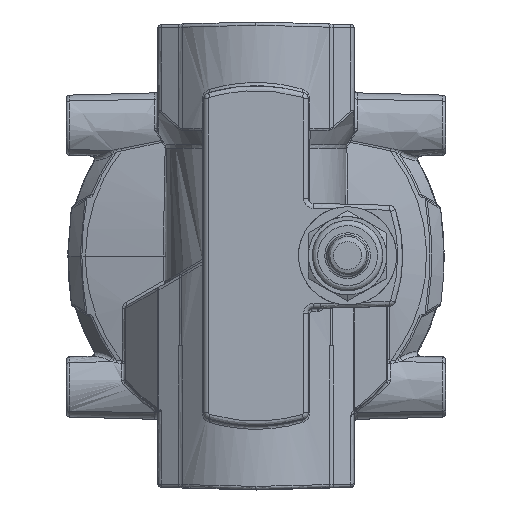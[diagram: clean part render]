
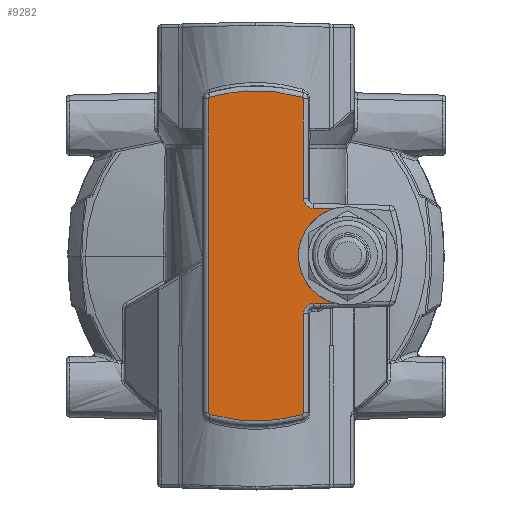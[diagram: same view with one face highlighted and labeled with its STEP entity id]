
A CAD part, top view. The second image highlights one B-rep face of the part: STEP entity #9282.
In plain terms, the highlighted free-form (B-spline) face has degree [1, 1] with [2, 2] control points.
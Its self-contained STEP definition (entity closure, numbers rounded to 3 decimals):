
#9096=CARTESIAN_POINT('F646',(-17.692,
   -57.32,96.5));
#9097=CARTESIAN_POINT('F646',(47.204,-57.32,
   96.5));
#9098=CARTESIAN_POINT('F646',(-17.692,57.28,
   96.5));
#9099=CARTESIAN_POINT('F646',(47.204,57.28,
   96.5));
#9100=B_SPLINE_SURFACE_WITH_KNOTS('F646',1,1,((#9096,#9098),(
   #9097,#9099)),.PLANE_SURF.,.F.,.F.,.U.,(2,2),(2,2),(0.0,1.0),(
   0.0,1.766),.UNSPECIFIED.);
#9101=CARTESIAN_POINT('V895',(23.89,-14.426,
   96.5));
#9102=VERTEX_POINT('V895',#9101);
#9103=CARTESIAN_POINT('V896',(23.764,14.389,
   96.5));
#9104=VERTEX_POINT('V896',#9103);
#9105=CARTESIAN_POINT('E1554',(23.89,
   -14.426,96.5));
#9106=CARTESIAN_POINT('E1554',(20.334,
   -13.413,96.5));
#9107=CARTESIAN_POINT('E1554',(17.656,
   -10.863,96.5));
#9108=CARTESIAN_POINT('E1554',(-1.159,7.052,
   96.5));
#9109=CARTESIAN_POINT('E1554',(23.764,14.389,
   96.5));
#9117=(BOUNDED_CURVE()B_SPLINE_CURVE(2,(#9105,#9106,#9107,#9108,
   #9109),.CIRCULAR_ARC.,.F.,.U.)B_SPLINE_CURVE_WITH_KNOTS((3,2,3),
   (0.0,0.083,0.416),.UNSPECIFIED.)CURVE()
   GEOMETRIC_REPRESENTATION_ITEM()RATIONAL_B_SPLINE_CURVE((
   0.813,0.875,1.0,0.5,1.0))
   REPRESENTATION_ITEM('E1554'));
#9118=EDGE_CURVE('E1554',#9102,#9104,#9117,.T.);
#9119=ORIENTED_EDGE('E1554',*,*,#9118,.T.);
#9120=CARTESIAN_POINT('V462',(17.43,14.555,
   96.5));
#9121=VERTEX_POINT('V462',#9120);
#9122=CARTESIAN_POINT('E1553',(23.764,14.389,
   96.5));
#9123=CARTESIAN_POINT('E1553',(17.43,14.555,
   96.5));
#9124=B_SPLINE_CURVE_WITH_KNOTS('E1553',1,(#9122,#9123),
   .POLYLINE_FORM.,.F.,.U.,(2,2),(9.192,
   11.881),.UNSPECIFIED.);
#9125=EDGE_CURVE('E1553',#9104,#9121,#9124,.T.);
#9126=ORIENTED_EDGE('E1553',*,*,#9125,.T.);
#9127=CARTESIAN_POINT('V460',(14.508,17.554,
   96.5));
#9128=VERTEX_POINT('V460',#9127);
#9129=CARTESIAN_POINT('E643',(17.43,14.555,
   96.5));
#9130=CARTESIAN_POINT('E643',(14.508,14.632,
   96.5));
#9131=CARTESIAN_POINT('E643',(14.508,17.554,
   96.5));
#9139=(BOUNDED_CURVE()B_SPLINE_CURVE(2,(#9129,#9130,#9131),
   .CIRCULAR_ARC.,.F.,.U.)B_SPLINE_CURVE_WITH_KNOTS((3,3),(2.0,
   3.967),.UNSPECIFIED.)CURVE()
   GEOMETRIC_REPRESENTATION_ITEM()RATIONAL_B_SPLINE_CURVE((1.0,
   0.716,1.0))REPRESENTATION_ITEM('E643'));
#9140=EDGE_CURVE('E643',#9121,#9128,#9139,.T.);
#9141=ORIENTED_EDGE('E643',*,*,#9140,.T.);
#9142=CARTESIAN_POINT('V464',(14.508,47.98,
   96.5));
#9143=VERTEX_POINT('V464',#9142);
#9144=CARTESIAN_POINT('E647',(14.508,17.554,
   96.5));
#9145=CARTESIAN_POINT('E647',(14.508,47.98,
   96.5));
#9146=B_SPLINE_CURVE_WITH_KNOTS('E647',1,(#9144,#9145),
   .POLYLINE_FORM.,.F.,.U.,(2,2),(2.0,14.913),
   .UNSPECIFIED.);
#9147=EDGE_CURVE('E647',#9128,#9143,#9146,.T.);
#9148=ORIENTED_EDGE('E647',*,*,#9147,.T.);
#9149=CARTESIAN_POINT('V466',(14.148,48.46,
   96.5));
#9150=VERTEX_POINT('V466',#9149);
#9151=CARTESIAN_POINT('E650',(14.508,47.98,
   96.5));
#9152=CARTESIAN_POINT('E650',(14.508,48.355,
   96.5));
#9153=CARTESIAN_POINT('E650',(14.148,48.46,
   96.5));
#9161=(BOUNDED_CURVE()B_SPLINE_CURVE(2,(#9151,#9152,#9153),
   .CIRCULAR_ARC.,.F.,.U.)B_SPLINE_CURVE_WITH_KNOTS((3,3),(2.0,
   3.0),.UNSPECIFIED.)CURVE()GEOMETRIC_REPRESENTATION_ITEM()
   RATIONAL_B_SPLINE_CURVE((1.0,0.8,1.0))
   REPRESENTATION_ITEM('E650'));
#9162=EDGE_CURVE('E650',#9143,#9150,#9161,.T.);
#9163=ORIENTED_EDGE('E650',*,*,#9162,.T.);
#9164=CARTESIAN_POINT('V468',(-14.132,48.46,
   96.5));
#9165=VERTEX_POINT('V468',#9164);
#9166=CARTESIAN_POINT('E653',(14.148,48.46,
   96.5));
#9167=CARTESIAN_POINT('E653',(0.008,52.584,
   96.5));
#9168=CARTESIAN_POINT('E653',(-14.132,48.46,
   96.5));
#9176=(BOUNDED_CURVE()B_SPLINE_CURVE(2,(#9166,#9167,#9168),
   .CIRCULAR_ARC.,.F.,.U.)B_SPLINE_CURVE_WITH_KNOTS((3,3),(2.0,
   14.165),.UNSPECIFIED.)CURVE()
   GEOMETRIC_REPRESENTATION_ITEM()RATIONAL_B_SPLINE_CURVE((1.0,
   0.96,1.0))REPRESENTATION_ITEM('E653'));
#9177=EDGE_CURVE('E653',#9150,#9165,#9176,.T.);
#9178=ORIENTED_EDGE('E653',*,*,#9177,.T.);
#9179=CARTESIAN_POINT('V470',(-14.492,47.98,
   96.5));
#9180=VERTEX_POINT('V470',#9179);
#9181=CARTESIAN_POINT('E656',(-14.132,48.46,
   96.5));
#9182=CARTESIAN_POINT('E656',(-14.492,48.355,
   96.5));
#9183=CARTESIAN_POINT('E656',(-14.492,47.98,
   96.5));
#9191=(BOUNDED_CURVE()B_SPLINE_CURVE(2,(#9181,#9182,#9183),
   .CIRCULAR_ARC.,.F.,.U.)B_SPLINE_CURVE_WITH_KNOTS((3,3),(2.0,
   3.0),.UNSPECIFIED.)CURVE()GEOMETRIC_REPRESENTATION_ITEM()
   RATIONAL_B_SPLINE_CURVE((1.0,0.8,1.0))
   REPRESENTATION_ITEM('E656'));
#9192=EDGE_CURVE('E656',#9165,#9180,#9191,.T.);
#9193=ORIENTED_EDGE('E656',*,*,#9192,.T.);
#9194=CARTESIAN_POINT('V472',(-14.492,
   -48.02,96.5));
#9195=VERTEX_POINT('V472',#9194);
#9196=CARTESIAN_POINT('E659',(-14.492,47.98,
   96.5));
#9197=CARTESIAN_POINT('E659',(-14.492,
   -48.02,96.5));
#9198=B_SPLINE_CURVE_WITH_KNOTS('E659',1,(#9196,#9197),
   .POLYLINE_FORM.,.F.,.U.,(2,2),(2.0,42.744),
   .UNSPECIFIED.);
#9199=EDGE_CURVE('E659',#9180,#9195,#9198,.T.);
#9200=ORIENTED_EDGE('E659',*,*,#9199,.T.);
#9201=CARTESIAN_POINT('V474',(-14.132,
   -48.5,96.5));
#9202=VERTEX_POINT('V474',#9201);
#9203=CARTESIAN_POINT('E662',(-14.492,
   -48.02,96.5));
#9204=CARTESIAN_POINT('E662',(-14.492,
   -48.395,96.5));
#9205=CARTESIAN_POINT('E662',(-14.132,
   -48.5,96.5));
#9213=(BOUNDED_CURVE()B_SPLINE_CURVE(2,(#9203,#9204,#9205),
   .CIRCULAR_ARC.,.F.,.U.)B_SPLINE_CURVE_WITH_KNOTS((3,3),(2.0,
   3.0),.UNSPECIFIED.)CURVE()GEOMETRIC_REPRESENTATION_ITEM()
   RATIONAL_B_SPLINE_CURVE((1.0,0.8,1.0))
   REPRESENTATION_ITEM('E662'));
#9214=EDGE_CURVE('E662',#9195,#9202,#9213,.T.);
#9215=ORIENTED_EDGE('E662',*,*,#9214,.T.);
#9216=CARTESIAN_POINT('V476',(14.148,-48.5,
   96.5));
#9217=VERTEX_POINT('V476',#9216);
#9218=CARTESIAN_POINT('E665',(-14.132,
   -48.5,96.5));
#9219=CARTESIAN_POINT('E665',(0.008,-52.624,
   96.5));
#9220=CARTESIAN_POINT('E665',(14.148,-48.5,
   96.5));
#9228=(BOUNDED_CURVE()B_SPLINE_CURVE(2,(#9218,#9219,#9220),
   .CIRCULAR_ARC.,.F.,.U.)B_SPLINE_CURVE_WITH_KNOTS((3,3),(2.0,
   14.165),.UNSPECIFIED.)CURVE()
   GEOMETRIC_REPRESENTATION_ITEM()RATIONAL_B_SPLINE_CURVE((1.0,
   0.96,1.0))REPRESENTATION_ITEM('E665'));
#9229=EDGE_CURVE('E665',#9202,#9217,#9228,.T.);
#9230=ORIENTED_EDGE('E665',*,*,#9229,.T.);
#9231=CARTESIAN_POINT('V478',(14.508,-48.02,
   96.5));
#9232=VERTEX_POINT('V478',#9231);
#9233=CARTESIAN_POINT('E668',(14.148,-48.5,
   96.5));
#9234=CARTESIAN_POINT('E668',(14.508,-48.395,
   96.5));
#9235=CARTESIAN_POINT('E668',(14.508,-48.02,
   96.5));
#9243=(BOUNDED_CURVE()B_SPLINE_CURVE(2,(#9233,#9234,#9235),
   .CIRCULAR_ARC.,.F.,.U.)B_SPLINE_CURVE_WITH_KNOTS((3,3),(2.0,
   3.0),.UNSPECIFIED.)CURVE()GEOMETRIC_REPRESENTATION_ITEM()
   RATIONAL_B_SPLINE_CURVE((1.0,0.8,1.0))
   REPRESENTATION_ITEM('E668'));
#9244=EDGE_CURVE('E668',#9217,#9232,#9243,.T.);
#9245=ORIENTED_EDGE('E668',*,*,#9244,.T.);
#9246=CARTESIAN_POINT('V480',(14.508,-17.589,
   96.5));
#9247=VERTEX_POINT('V480',#9246);
#9248=CARTESIAN_POINT('E671',(14.508,-48.02,
   96.5));
#9249=CARTESIAN_POINT('E671',(14.508,-17.589,
   96.5));
#9250=B_SPLINE_CURVE_WITH_KNOTS('E671',1,(#9248,#9249),
   .POLYLINE_FORM.,.F.,.U.,(2,2),(2.0,14.915),
   .UNSPECIFIED.);
#9251=EDGE_CURVE('E671',#9232,#9247,#9250,.T.);
#9252=ORIENTED_EDGE('E671',*,*,#9251,.T.);
#9253=CARTESIAN_POINT('V482',(17.429,-14.59,
   96.5));
#9254=VERTEX_POINT('V482',#9253);
#9255=CARTESIAN_POINT('E674',(14.508,-17.589,
   96.5));
#9256=CARTESIAN_POINT('E674',(14.508,-14.667,
   96.5));
#9257=CARTESIAN_POINT('E674',(17.429,-14.59,
   96.5));
#9265=(BOUNDED_CURVE()B_SPLINE_CURVE(2,(#9255,#9256,#9257),
   .CIRCULAR_ARC.,.F.,.U.)B_SPLINE_CURVE_WITH_KNOTS((3,3),(2.0,
   3.966),.UNSPECIFIED.)CURVE()
   GEOMETRIC_REPRESENTATION_ITEM()RATIONAL_B_SPLINE_CURVE((1.0,
   0.716,1.0))REPRESENTATION_ITEM('E674'));
#9266=EDGE_CURVE('E674',#9247,#9254,#9265,.T.);
#9267=ORIENTED_EDGE('E674',*,*,#9266,.T.);
#9268=CARTESIAN_POINT('V485',(19.581,-14.533,
   96.5));
#9269=VERTEX_POINT('V485',#9268);
#9270=CARTESIAN_POINT('E677',(17.429,-14.59,
   96.5));
#9271=CARTESIAN_POINT('E677',(19.581,-14.533,
   96.5));
#9272=B_SPLINE_CURVE_WITH_KNOTS('E677',1,(#9270,#9271),
   .POLYLINE_FORM.,.F.,.U.,(2,2),(2.0,3.0),.UNSPECIFIED.);
#9273=EDGE_CURVE('E677',#9254,#9269,#9272,.T.);
#9274=ORIENTED_EDGE('E677',*,*,#9273,.T.);
#9275=CARTESIAN_POINT('E1549',(19.581,
   -14.539,96.5));
#9276=CARTESIAN_POINT('E1549',(23.89,
   -14.426,96.5));
#9277=B_SPLINE_CURVE_WITH_KNOTS('E1549',1,(#9275,#9276),
   .POLYLINE_FORM.,.F.,.U.,(2,2),(2.0,3.829),
   .UNSPECIFIED.);
#9278=EDGE_CURVE('E1549',#9269,#9102,#9277,.T.);
#9279=ORIENTED_EDGE('E1549',*,*,#9278,.T.);
#9280=EDGE_LOOP('F646',(#9119,#9126,#9141,#9148,#9163,#9178,#9193,
   #9200,#9215,#9230,#9245,#9252,#9267,#9274,#9279));
#9281=FACE_OUTER_BOUND('F646',#9280,.T.);
#9282=ADVANCED_FACE('F646',(#9281),#9100,.T.);
